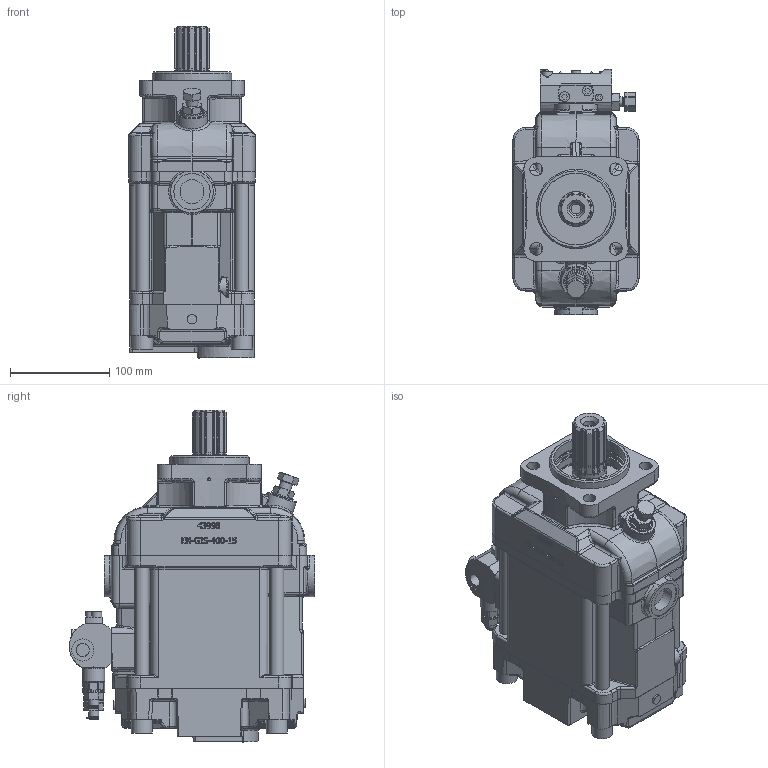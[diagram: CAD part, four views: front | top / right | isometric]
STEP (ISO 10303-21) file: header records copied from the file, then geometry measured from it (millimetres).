
FILE_DESCRIPTION(/* description */ ('Aufstellung N90'),/* implementation_level */ '2;1');
FILE_NAME(/* name */ 'V60N-110 LDY-1-LSP.stp',/* time_stamp */ '2021-05-18T13:08:09+02:00',/* author */ ('hrubyl'),/* organization */ (''),/* preprocessor_version */ 'ST-DEVELOPER v18',/* originating_system */ 'Autodesk Inventor 2020',/* authorisation */ '');
FILE_SCHEMA (('AUTOMOTIVE_DESIGN { 1 0 10303 214 3 1 1 }'));
Products named in the file (22): Aufstellung N110; Front (Y) DIN - N110; Mittelgh.  - N110; Endgh. (1) - N110; Welle (D) DIN - N110; Hubbegr. M12; Zugank. M14; LSP Regler; 9; 10; 11; 12; 13; 14; 15; 16; 17; 18; 19; 20; 21; 22
Assembly tree (24 placements, depth 3):
  Aufstellung N110
    Front (Y) DIN - N110
    Mittelgh.  - N110
    Endgh. (1) - N110
    Welle (D) DIN - N110
    Hubbegr. M12
    Zugank. M14  x4
    LSP Regler
      9
      10
      11
      12
      13
      14
      15
      16
      17
      18
      19
      20
      21
      22
Bounding box: 127 x 246.95 x 334.35 mm (x, y, z)
Volume: 5356940.6 mm3; surface area: 440326.2 mm2
Topology: 23 solids, 23 shells, 2781 faces, 6996 edges, 4394 vertices
Faces by surface type: plane 988, bspline 768, cylinder 685, cone 190, torus 138, sphere 12
Full cylindrical faces by diameter (mm): 2.5 x1, 2.6 x1, 2.8 x9, 3 x2, 3.3 x1, 3.5 x2, 4 x2, 4.8 x2, 4.917 x2, 5 x2, 5.5 x1, 6 x14, 6.1 x3, 6.4 x4, 6.5 x3, 6.647 x4, 6.8 x1, 7 x5, 7.98 x1, 8 x2, 8.376 x1, 8.5 x4, 8.8 x1, 9 x3, 9.5 x5, 10 x13, 10.106 x2, 11 x7, 11.835 x4, 12 x2
Entity records: 101129 total; most frequent: CARTESIAN_POINT 36833, ORIENTED_EDGE 13718, DIRECTION 11621, EDGE_CURVE 6859, VERTEX_POINT 4346, AXIS2_PLACEMENT_3D 4309, LINE 3003, VECTOR 3003
